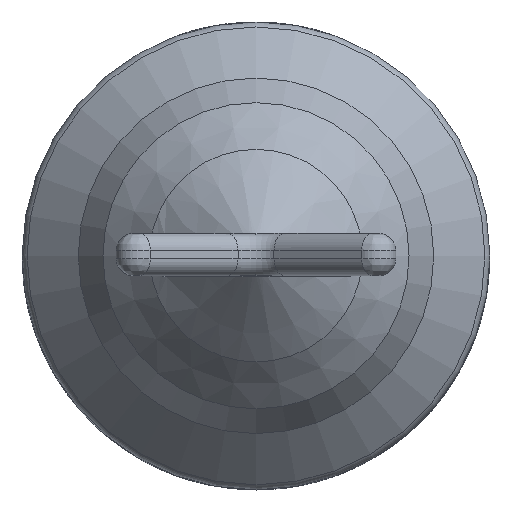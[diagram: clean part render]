
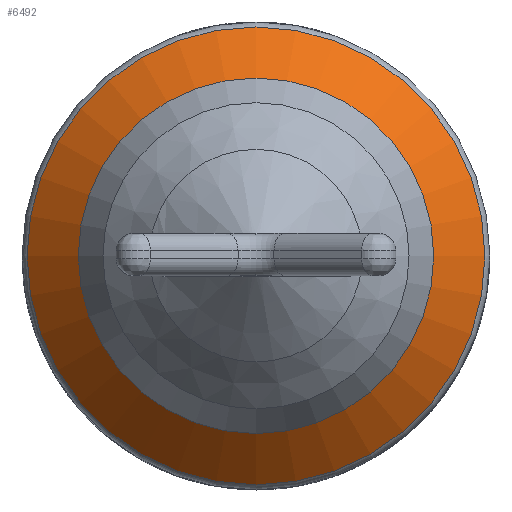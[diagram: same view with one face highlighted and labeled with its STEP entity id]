
A CAD part, top view. The second image highlights one B-rep face of the part: STEP entity #6492.
In plain terms, the highlighted conical face has half-angle 45 degrees and reference radius 24.2 mm.
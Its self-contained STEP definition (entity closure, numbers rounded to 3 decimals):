
#1108=FACE_OUTER_BOUND('',#1534,.T.);
#1534=EDGE_LOOP('',(#5317,#5318,#5319,#5320));
#1914=LINE('',#14377,#2279);
#2279=VECTOR('',#7506,24.2);
#2482=CIRCLE('',#6794,26.914);
#2484=CIRCLE('',#6797,20.9);
#2968=VERTEX_POINT('',#14371);
#2969=VERTEX_POINT('',#14375);
#3796=EDGE_CURVE('',#2968,#2968,#2482,.T.);
#3798=EDGE_CURVE('',#2969,#2969,#2484,.T.);
#3799=EDGE_CURVE('',#2969,#2968,#1914,.T.);
#5317=ORIENTED_EDGE('',*,*,#3798,.F.);
#5318=ORIENTED_EDGE('',*,*,#3799,.T.);
#5319=ORIENTED_EDGE('',*,*,#3796,.F.);
#5320=ORIENTED_EDGE('',*,*,#3799,.F.);
#6261=CONICAL_SURFACE('',#6796,24.2,0.785);
#6492=ADVANCED_FACE('',(#1108),#6261,.T.);
#6794=AXIS2_PLACEMENT_3D('',#14372,#7498,#7499);
#6796=AXIS2_PLACEMENT_3D('',#14374,#7502,#7503);
#6797=AXIS2_PLACEMENT_3D('',#14376,#7504,#7505);
#7498=DIRECTION('center_axis',(0.,0.,
-1.));
#7499=DIRECTION('ref_axis',(-1.,0.,0.));
#7502=DIRECTION('center_axis',(0.,0.,-1.));
#7503=DIRECTION('ref_axis',(1.,0.,0.));
#7504=DIRECTION('center_axis',(0.,0.,1.));
#7505=DIRECTION('ref_axis',(1.,0.,0.));
#7506=DIRECTION('',(-0.707,0.,-0.707));
#14371=CARTESIAN_POINT('',(-26.914,0.,11.586));
#14372=CARTESIAN_POINT('Origin',(0.,0.,
11.586));
#14374=CARTESIAN_POINT('Origin',(0.,0.,14.3));
#14375=CARTESIAN_POINT('',(-20.9,0.,17.6));
#14376=CARTESIAN_POINT('Origin',(0.,0.,17.6));
#14377=CARTESIAN_POINT('',(-24.2,0.,14.3));
